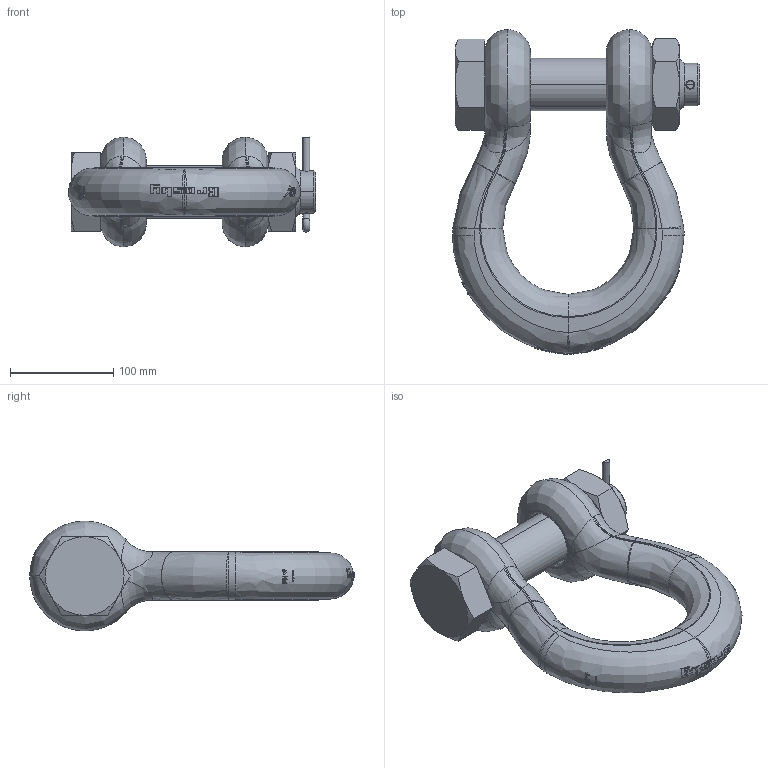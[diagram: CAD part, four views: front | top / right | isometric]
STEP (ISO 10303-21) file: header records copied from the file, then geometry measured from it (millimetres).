
FILE_DESCRIPTION((''),'2;1');
FILE_NAME('CROSBY_2130_175','2003-09-10T',('adoughty'),('The Crosby Group, Inc.'),'PRO/ENGINEER BY PARAMETRIC TECHNOLOGY CORPORATION, 2001150','PRO/ENGINEER BY PARAMETRIC TECHNOLOGY CORPORATION, 2001150','');
FILE_SCHEMA(('CONFIG_CONTROL_DESIGN'));
Length unit declared in the file: inch
Products named in the file (1): CROSBY_2130_175
Bounding box: 239.09 x 314.26 x 106.32 mm (x, y, z)
Volume: 1974640.4 mm3; surface area: 196805.6 mm2
Topology: 2 solids, 2 shells, 282 faces, 692 edges, 429 vertices
Faces by surface type: bspline 135, plane 103, cone 22, cylinder 17, torus 5
Entity records: 15392 total; most frequent: CARTESIAN_POINT 10030, ORIENTED_EDGE 1384, EDGE_CURVE 692, DIRECTION 571, B_SPLINE_CURVE_WITH_KNOTS 465, VERTEX_POINT 429, EDGE_LOOP 303, FACE_OUTER_BOUND 282
